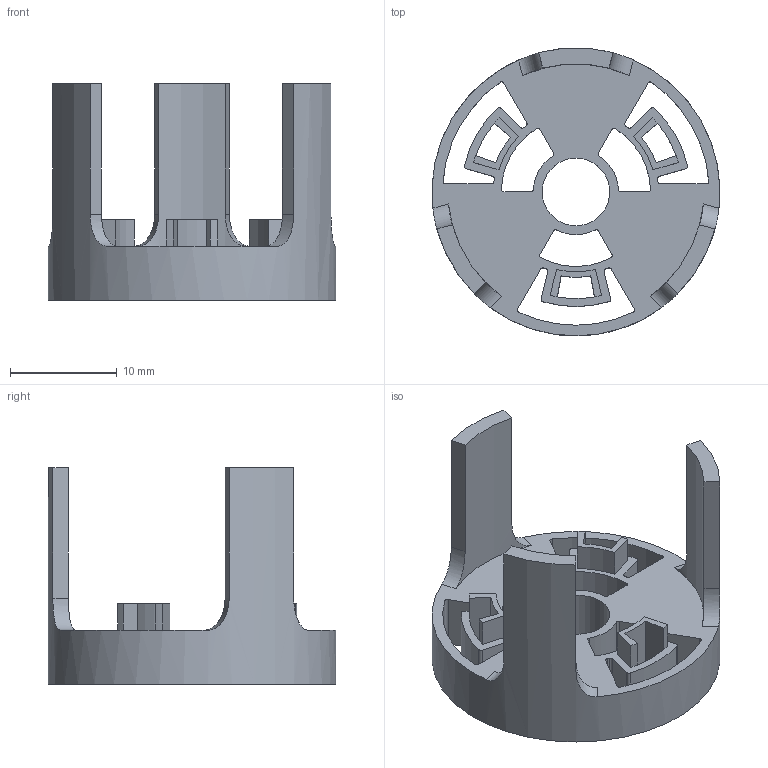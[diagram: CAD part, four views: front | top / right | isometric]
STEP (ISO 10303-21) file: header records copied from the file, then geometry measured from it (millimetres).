
FILE_DESCRIPTION(/* description */ (''),/* implementation_level */ '2;1');
FILE_NAME(/* name */ 'DPLX_P004_revD_large_outside_baffle.stp',/* time_stamp */ '2018-07-31T12:27:25-07:00',/* author */ ('MJ'),/* organization */ (''),/* preprocessor_version */ 'ST-DEVELOPER v16.13',/* originating_system */ 'Autodesk Inventor 2018',/* authorisation */ '');
FILE_SCHEMA (('AUTOMOTIVE_DESIGN { 1 0 10303 214 3 1 1 }'));
Length unit declared in the file: millimetre
Products named in the file (1): DPLX_P004_revD_large_outside_baffle
Bounding box: 26.99 x 26.99 x 20.32 mm (x, y, z)
Volume: 2509.1 mm3; surface area: 3144.7 mm2
Topology: 1 solids, 1 shells, 124 faces, 360 edges, 238 vertices
Faces by surface type: cylinder 74, plane 44, bspline 6
Full cylindrical faces by diameter (mm): 6.35 x1, 27 x1
Entity records: 4409 total; most frequent: CARTESIAN_POINT 967, DIRECTION 736, ORIENTED_EDGE 714, EDGE_CURVE 357, AXIS2_PLACEMENT_3D 272, VERTEX_POINT 237, LINE 192, VECTOR 192
